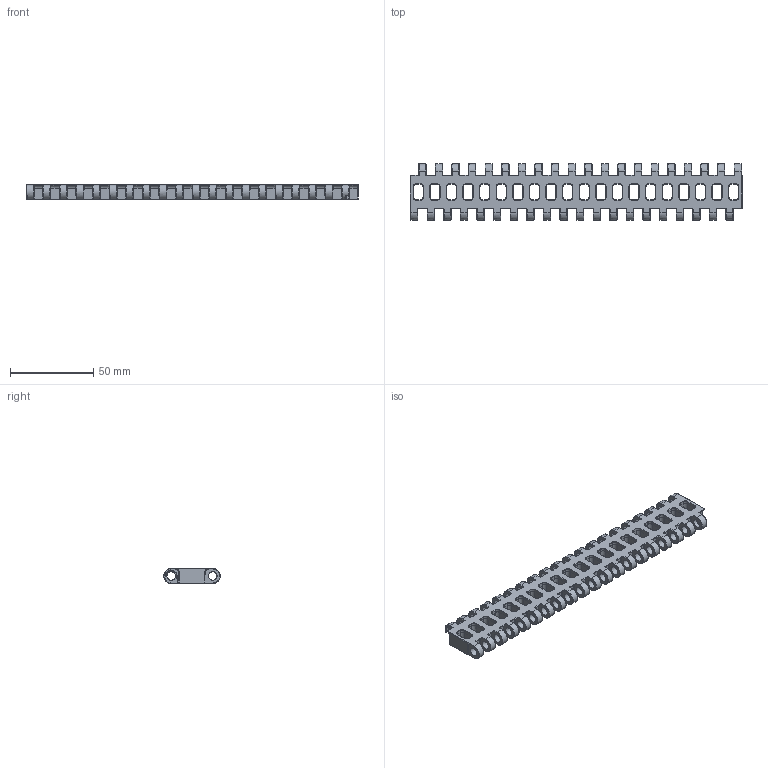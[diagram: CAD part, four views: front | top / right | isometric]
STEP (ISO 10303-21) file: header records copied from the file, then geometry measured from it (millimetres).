
FILE_DESCRIPTION(/* description */ ('Unknown'),/* implementation_level */ '2;1');
FILE_NAME(/* name */ 'E25401 midtmodul',/* time_stamp */ '2018-12-12T13:28:31+01:00',/* author */ ('Unknown'),/* organization */ ('Unknown'),/* preprocessor_version */ 'ST-DEVELOPER v16.7',/* originating_system */ 'DEX',/* authorisation */ $);
FILE_SCHEMA (('AUTOMOTIVE_DESIGN {1 0 10303 214 3 1 1}'));
Products named in the file (1): E25401 midtmodul
Bounding box: 200 x 34 x 9 mm (x, y, z)
Volume: 27826.2 mm3; surface area: 22619.7 mm2
Topology: 1 solids, 1 shells, 1752 faces, 4189 edges, 2365 vertices
Faces by surface type: cylinder 712, bspline 415, plane 374, torus 167, cone 80, sphere 4
Full cylindrical faces by diameter (mm): 3.92 x3, 5.2 x40
Entity records: 57692 total; most frequent: CARTESIAN_POINT 18544, DIRECTION 8596, ORIENTED_EDGE 8032, EDGE_CURVE 4016, AXIS2_PLACEMENT_3D 3424, VERTEX_POINT 2324, EDGE_LOOP 1930, FACE_BOUND 1930
